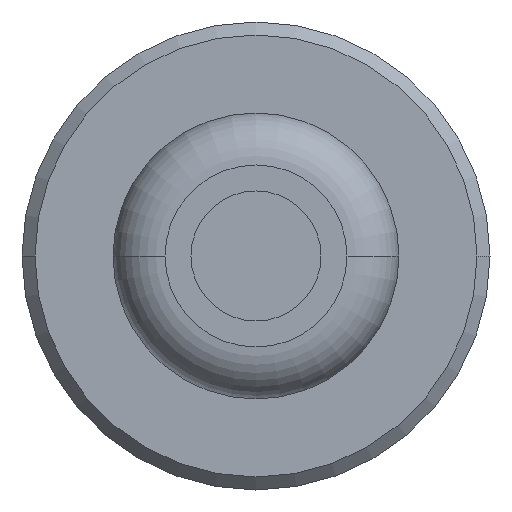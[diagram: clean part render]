
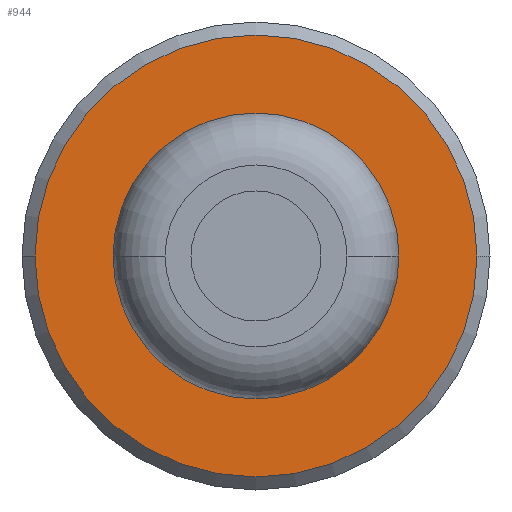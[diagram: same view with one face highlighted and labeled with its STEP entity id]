
A CAD part, front view. The second image highlights one B-rep face of the part: STEP entity #944.
In plain terms, the highlighted planar face has unit normal (0, -1, 0).
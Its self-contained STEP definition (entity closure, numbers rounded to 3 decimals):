
#127=CARTESIAN_POINT('',(0.,-50.5,0.));
#128=DIRECTION('',(0.,1.,0.));
#129=DIRECTION('',(-1.,0.,0.));
#130=AXIS2_PLACEMENT_3D('',#127,#128,#129);
#135=CARTESIAN_POINT('',(0.,-50.5,0.));
#136=DIRECTION('',(0.,1.,0.));
#137=DIRECTION('',(-1.,0.,0.));
#138=AXIS2_PLACEMENT_3D('',#135,#136,#137);
#143=CARTESIAN_POINT('',(0.,-50.5,0.));
#144=DIRECTION('',(0.,-1.,0.));
#145=DIRECTION('',(-1.,0.,0.));
#146=AXIS2_PLACEMENT_3D('',#143,#144,#145);
#151=CARTESIAN_POINT('',(0.,-50.5,0.));
#152=DIRECTION('',(0.,-1.,0.));
#153=DIRECTION('',(-1.,0.,0.));
#154=AXIS2_PLACEMENT_3D('',#151,#152,#153);
#727=CARTESIAN_POINT('',(-8.5,-50.5,0.));
#728=CARTESIAN_POINT('',(8.5,-50.5,0.));
#729=VERTEX_POINT('',#727);
#730=VERTEX_POINT('',#728);
#731=CARTESIAN_POINT('',(-5.5,-50.5,0.));
#732=CARTESIAN_POINT('',(5.5,-50.5,0.));
#733=VERTEX_POINT('',#731);
#734=VERTEX_POINT('',#732);
#929=CARTESIAN_POINT('',(0.,-50.5,0.));
#930=DIRECTION('',(0.,1.,0.));
#931=DIRECTION('',(1.,0.,0.));
#932=AXIS2_PLACEMENT_3D('',#929,#930,#931);
#933=PLANE('',#932);
#934=ORIENTED_EDGE('',*,*,#908,.F.);
#935=ORIENTED_EDGE('',*,*,#924,.T.);
#936=EDGE_LOOP('',(#934,#935));
#937=FACE_OUTER_BOUND('',#936,.F.);
#939=ORIENTED_EDGE('',*,*,#938,.F.);
#941=ORIENTED_EDGE('',*,*,#940,.T.);
#942=EDGE_LOOP('',(#939,#941));
#943=FACE_BOUND('',#942,.F.);
#944=ADVANCED_FACE('',(#937,#943),#933,.F.);
#131=CIRCLE('',#130,8.5);
#139=CIRCLE('',#138,5.5);
#147=CIRCLE('',#146,5.5);
#155=CIRCLE('',#154,8.5);
#908=EDGE_CURVE('',#729,#730,#155,.T.);
#924=EDGE_CURVE('',#729,#730,#131,.T.);
#938=EDGE_CURVE('',#733,#734,#139,.T.);
#940=EDGE_CURVE('',#733,#734,#147,.T.);
